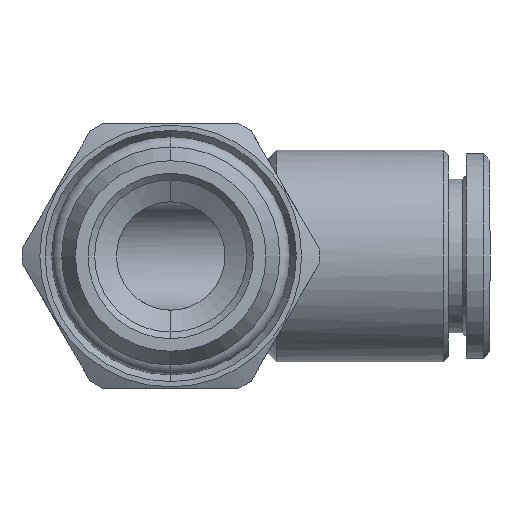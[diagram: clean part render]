
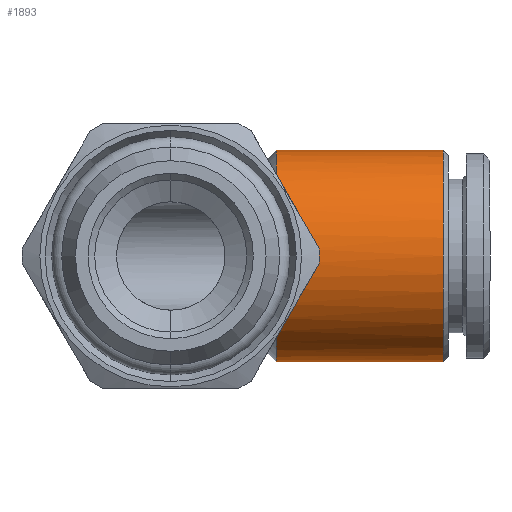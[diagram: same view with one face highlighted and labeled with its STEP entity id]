
A CAD part, front view. The second image highlights one B-rep face of the part: STEP entity #1893.
In plain terms, the highlighted cylindrical face has radius 8 mm (diameter 16 mm), a partial arc.
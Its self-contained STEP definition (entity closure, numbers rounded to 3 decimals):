
#351 = DIRECTION ( 'NONE',  ( 0., 0., 1. ) ) ;
#352 = DIRECTION ( 'NONE',  ( -1., 0., 0. ) ) ;
#353 = CARTESIAN_POINT ( 'NONE',  ( 8., 0., 0. ) ) ;
#354 = AXIS2_PLACEMENT_3D ( 'NONE', #353, #352, #351 ) ;
#468 = CIRCLE ( 'NONE', #354, 8. ) ;
#1726 = EDGE_CURVE ( 'NONE', #1862, #1887, #3143, .T. ) ;
#1820 = VERTEX_POINT ( 'NONE', #3373 ) ;
#1823 = VERTEX_POINT ( 'NONE', #3325 ) ;
#1862 = VERTEX_POINT ( 'NONE', #3265 ) ;
#1887 = VERTEX_POINT ( 'NONE', #3508 ) ;
#1893 = ADVANCED_FACE ( 'NONE', ( #3417 ), #3414, .T. ) ;
#1895 = EDGE_CURVE ( 'NONE', #2058, #1896, #3411, .T. ) ;
#1896 = VERTEX_POINT ( 'NONE', #3513 ) ;
#1908 = EDGE_CURVE ( 'NONE', #1820, #2058, #3488, .T. ) ;
#1943 = VERTEX_POINT ( 'NONE', #3466 ) ;
#1950 = ORIENTED_EDGE ( 'NONE', *, *, #1954, .T. ) ;
#1954 = EDGE_CURVE ( 'NONE', #1862, #1896, #3397, .T. ) ;
#1955 = ORIENTED_EDGE ( 'NONE', *, *, #1895, .F. ) ;
#1965 = EDGE_CURVE ( 'NONE', #1823, #1995, #3658, .T. ) ;
#1995 = VERTEX_POINT ( 'NONE', #3560 ) ;
#2003 = EDGE_CURVE ( 'NONE', #1887, #1943, #3572, .T. ) ;
#2026 = ORIENTED_EDGE ( 'NONE', *, *, #1908, .F. ) ;
#2027 = EDGE_LOOP ( 'NONE', ( #2026, #2030, #2033, #2103, #2029, #2028, #1950, #1955 ) ) ;
#2028 = ORIENTED_EDGE ( 'NONE', *, *, #1726, .F. ) ;
#2029 = ORIENTED_EDGE ( 'NONE', *, *, #2003, .F. ) ;
#2030 = ORIENTED_EDGE ( 'NONE', *, *, #2032, .T. ) ;
#2032 = EDGE_CURVE ( 'NONE', #1820, #1823, #3637, .T. ) ;
#2033 = ORIENTED_EDGE ( 'NONE', *, *, #1965, .T. ) ;
#2058 = VERTEX_POINT ( 'NONE', #3628 ) ;
#2103 = ORIENTED_EDGE ( 'NONE', *, *, #2104, .F. ) ;
#2104 = EDGE_CURVE ( 'NONE', #1943, #1995, #468, .T. ) ;
#3026 = CARTESIAN_POINT ( 'NONE',  ( 10.136, -7.837, 1.605 ) ) ;
#3037 = CARTESIAN_POINT ( 'NONE',  ( 10.11, -7.946, 1.075 ) ) ;
#3038 = CARTESIAN_POINT ( 'NONE',  ( 10.1, -8., 0.531 ) ) ;
#3039 = CARTESIAN_POINT ( 'NONE',  ( 10.1, -8., -0.544 ) ) ;
#3040 = CARTESIAN_POINT ( 'NONE',  ( 10.111, -7.945, -1.077 ) ) ;
#3041 = CARTESIAN_POINT ( 'NONE',  ( 10.136, -7.837, -1.605 ) ) ;
#3143 = B_SPLINE_CURVE_WITH_KNOTS ( 'NONE', 3,
 ( #3041, #3040, #3039, #3038, #3037, #3026 ),
 .UNSPECIFIED., .F., .F.,
 ( 4, 2, 4 ),
 ( 0., 0.002, 0.004 ),
 .UNSPECIFIED. ) ;
#3265 = CARTESIAN_POINT ( 'NONE',  ( 10.136, -7.837, -1.605 ) ) ;
#3325 = CARTESIAN_POINT ( 'NONE',  ( 20.6, 0., 8. ) ) ;
#3373 = CARTESIAN_POINT ( 'NONE',  ( 20.6, 0., -8. ) ) ;
#3397 =( BOUNDED_CURVE ( )  B_SPLINE_CURVE ( 3, ( #3453, #3452, #3451, #3450 ),
 .UNSPECIFIED., .F., .T. ) 
 B_SPLINE_CURVE_WITH_KNOTS ( ( 4, 4 ),
 ( 4.51, 4.553 ),
 .UNSPECIFIED. ) 
 CURVE ( )  GEOMETRIC_REPRESENTATION_ITEM ( )  RATIONAL_B_SPLINE_CURVE ( ( 1., 1., 1., 1. ) ) 
 REPRESENTATION_ITEM ( '' )  );
#3409 = CARTESIAN_POINT ( 'NONE',  ( 8., 0., 0. ) ) ;
#3410 = AXIS2_PLACEMENT_3D ( 'NONE', #3409, #3515, #3514 ) ;
#3411 = CIRCLE ( 'NONE', #3410, 8. ) ;
#3412 = DIRECTION ( 'NONE',  ( 0., 0., 1. ) ) ;
#3413 = DIRECTION ( 'NONE',  ( -1., 0., 0. ) ) ;
#3414 = CYLINDRICAL_SURFACE ( 'NONE', #3416, 8. ) ;
#3415 = CARTESIAN_POINT ( 'NONE',  ( -5.233, 0., 0. ) ) ;
#3416 = AXIS2_PLACEMENT_3D ( 'NONE', #3415, #3413, #3412 ) ;
#3417 = FACE_OUTER_BOUND ( 'NONE', #2027, .T. ) ;
#3450 = CARTESIAN_POINT ( 'NONE',  ( 8., -7.899, -1.267 ) ) ;
#3451 = CARTESIAN_POINT ( 'NONE',  ( 8.715, -7.881, -1.38 ) ) ;
#3452 = CARTESIAN_POINT ( 'NONE',  ( 9.427, -7.86, -1.493 ) ) ;
#3453 = CARTESIAN_POINT ( 'NONE',  ( 10.136, -7.837, -1.605 ) ) ;
#3466 = CARTESIAN_POINT ( 'NONE',  ( 8., -7.899, 1.267 ) ) ;
#3485 = DIRECTION ( 'NONE',  ( -1., 0., 0. ) ) ;
#3486 = VECTOR ( 'NONE', #3485, 1000. ) ;
#3487 = CARTESIAN_POINT ( 'NONE',  ( -5.233, 0., -8. ) ) ;
#3488 = LINE ( 'NONE', #3487, #3486 ) ;
#3508 = CARTESIAN_POINT ( 'NONE',  ( 10.136, -7.837, 1.605 ) ) ;
#3513 = CARTESIAN_POINT ( 'NONE',  ( 8., -7.899, -1.267 ) ) ;
#3514 = DIRECTION ( 'NONE',  ( 0., 0., 1. ) ) ;
#3515 = DIRECTION ( 'NONE',  ( -1., 0., 0. ) ) ;
#3560 = CARTESIAN_POINT ( 'NONE',  ( 8., 0., 8. ) ) ;
#3571 = CARTESIAN_POINT ( 'NONE',  ( -5.233, 0., 8. ) ) ;
#3572 =( BOUNDED_CURVE ( )  B_SPLINE_CURVE ( 3, ( #3648, #3647, #3646, #3645 ),
 .UNSPECIFIED., .F., .F. ) 
 B_SPLINE_CURVE_WITH_KNOTS ( ( 4, 4 ),
 ( 4.51, 4.553 ),
 .UNSPECIFIED. ) 
 CURVE ( )  GEOMETRIC_REPRESENTATION_ITEM ( )  RATIONAL_B_SPLINE_CURVE ( ( 1., 1., 1., 1. ) ) 
 REPRESENTATION_ITEM ( '' )  );
#3628 = CARTESIAN_POINT ( 'NONE',  ( 8., 0., -8. ) ) ;
#3629 = DIRECTION ( 'NONE',  ( -1., 0., 0. ) ) ;
#3632 = VECTOR ( 'NONE', #3629, 1000. ) ;
#3633 = DIRECTION ( 'NONE',  ( 0., 0., 1. ) ) ;
#3634 = DIRECTION ( 'NONE',  ( -1., 0., 0. ) ) ;
#3635 = CARTESIAN_POINT ( 'NONE',  ( 20.6, 0., 0. ) ) ;
#3636 = AXIS2_PLACEMENT_3D ( 'NONE', #3635, #3634, #3633 ) ;
#3637 = CIRCLE ( 'NONE', #3636, 8. ) ;
#3645 = CARTESIAN_POINT ( 'NONE',  ( 8., -7.899, 1.267 ) ) ;
#3646 = CARTESIAN_POINT ( 'NONE',  ( 8.715, -7.881, 1.38 ) ) ;
#3647 = CARTESIAN_POINT ( 'NONE',  ( 9.427, -7.86, 1.493 ) ) ;
#3648 = CARTESIAN_POINT ( 'NONE',  ( 10.136, -7.837, 1.605 ) ) ;
#3658 = LINE ( 'NONE', #3571, #3632 ) ;
